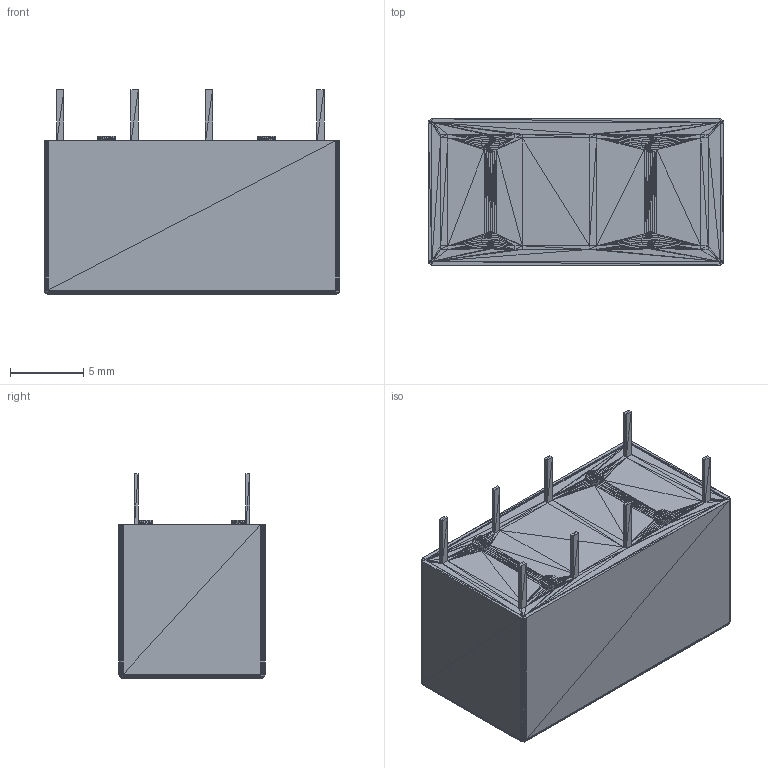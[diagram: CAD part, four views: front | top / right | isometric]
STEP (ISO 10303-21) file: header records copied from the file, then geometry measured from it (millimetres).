
FILE_DESCRIPTION((''),'2;1');
FILE_NAME('2-1393793-4', '2025-10-09T22:30:13', (''), (''), 'ImageToStl.com STEP Converter','', '');
FILE_SCHEMA(('AUTOMOTIVE_DESIGN_CC2'));
Length unit declared in the file: metre
Products named in the file (1): product0
Bounding box: 20.2 x 10 x 14 mm (x, y, z)
Surface area: 1080.8 mm2 (no closed solid volume)
Topology: 0 solids, 1008 shells, 1008 faces, 3024 edges, 506 vertices
Faces by surface type: plane 1008
Entity records: 18126 total; most frequent: ORIENTED_EDGE 3024, EDGE_CURVE 3024, LINE 3024, DIRECTION 1654, VECTOR 1322, AXIS2_PLACEMENT_3D 1009, FACE_SURFACE 1008, PLANE 1008
